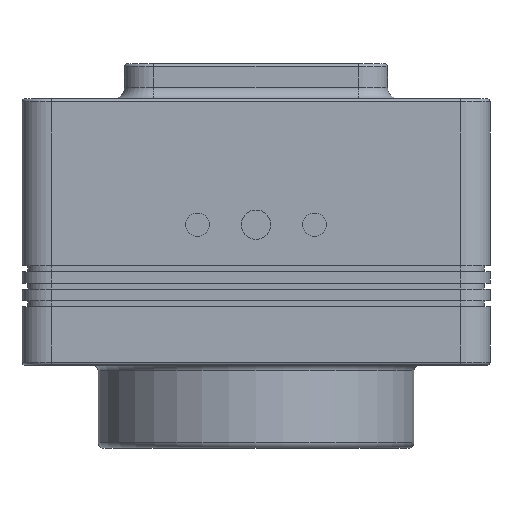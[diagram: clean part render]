
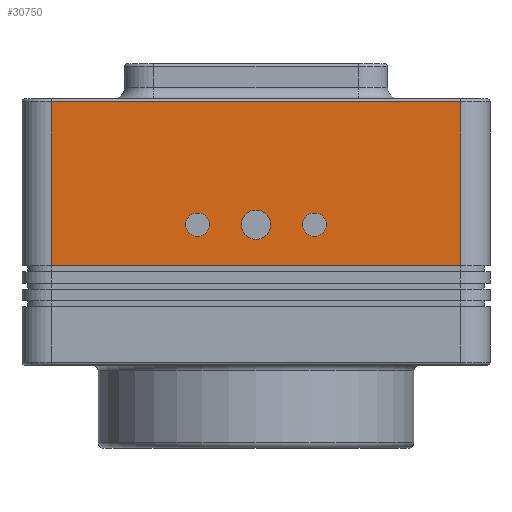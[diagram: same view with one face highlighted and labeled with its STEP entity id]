
A CAD part, front view. The second image highlights one B-rep face of the part: STEP entity #30750.
In plain terms, the highlighted planar face has unit normal (0, -1, 0).
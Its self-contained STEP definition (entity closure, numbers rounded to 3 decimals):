
#73 = DIRECTION ( 'NONE',  ( 0., -1., 0. ) ) ;
#301 = DIRECTION ( 'NONE',  ( 0., 0., -1. ) ) ;
#379 = DIRECTION ( 'NONE',  ( 0., 0., -1. ) ) ;
#5449 = DIRECTION ( 'NONE',  ( 0., 0., -1. ) ) ;
#5580 = VERTEX_POINT ( 'NONE', #26707 ) ;
#6601 = CARTESIAN_POINT ( 'NONE',  ( -55., -40., 0. ) ) ;
#7288 = FACE_BOUND ( 'NONE', #14974, .T. ) ;
#8023 = DIRECTION ( 'NONE',  ( 0., 0., 1. ) ) ;
#8685 = AXIS2_PLACEMENT_3D ( 'NONE', #41335, #40880, #37639 ) ;
#10401 = AXIS2_PLACEMENT_3D ( 'NONE', #6601, #42561, #379 ) ;
#11459 = EDGE_CURVE ( 'NONE', #38780, #25602, #25927, .T. ) ;
#12005 = CARTESIAN_POINT ( 'NONE',  ( 35., -40., 1.2 ) ) ;
#12488 = EDGE_CURVE ( 'NONE', #25602, #16135, #24097, .T. ) ;
#13055 = VECTOR ( 'NONE', #8023, 1000. ) ;
#13862 = DIRECTION ( 'NONE',  ( -1., 0., 0. ) ) ;
#14020 = FACE_BOUND ( 'NONE', #34537, .T. ) ;
#14848 = CIRCLE ( 'NONE', #30432, 2. ) ;
#14974 = EDGE_LOOP ( 'NONE', ( #38375 ) ) ;
#16135 = VERTEX_POINT ( 'NONE', #22924 ) ;
#16647 = EDGE_CURVE ( 'NONE', #23279, #23279, #14848, .T. ) ;
#17827 = CARTESIAN_POINT ( 'NONE',  ( -55., -40., 29.2 ) ) ;
#17976 = PLANE ( 'NONE',  #10401 ) ;
#18136 = VERTEX_POINT ( 'NONE', #26302 ) ;
#19182 = CARTESIAN_POINT ( 'NONE',  ( -35., -40., 0. ) ) ;
#19748 = ORIENTED_EDGE ( 'NONE', *, *, #29758, .F. ) ;
#19831 = CARTESIAN_POINT ( 'NONE',  ( -10., -40., 8.2 ) ) ;
#20931 = AXIS2_PLACEMENT_3D ( 'NONE', #31821, #73, #301 ) ;
#20935 = EDGE_CURVE ( 'NONE', #38780, #18136, #39785, .T. ) ;
#22004 = CARTESIAN_POINT ( 'NONE',  ( 35., -40., 29.2 ) ) ;
#22396 = VECTOR ( 'NONE', #36552, 1000. ) ;
#22445 = EDGE_LOOP ( 'NONE', ( #23103, #31244, #40349, #24416 ) ) ;
#22924 = CARTESIAN_POINT ( 'NONE',  ( -35., -40., 29.2 ) ) ;
#23103 = ORIENTED_EDGE ( 'NONE', *, *, #11459, .T. ) ;
#23279 = VERTEX_POINT ( 'NONE', #44365 ) ;
#24097 = LINE ( 'NONE', #17827, #32474 ) ;
#24416 = ORIENTED_EDGE ( 'NONE', *, *, #20935, .F. ) ;
#25602 = VERTEX_POINT ( 'NONE', #22004 ) ;
#25898 = CARTESIAN_POINT ( 'NONE',  ( 35., -40., 1.2 ) ) ;
#25924 = DIRECTION ( 'NONE',  ( 0., 0., -1. ) ) ;
#25927 = LINE ( 'NONE', #32200, #13055 ) ;
#26302 = CARTESIAN_POINT ( 'NONE',  ( -35., -40., 1.2 ) ) ;
#26707 = CARTESIAN_POINT ( 'NONE',  ( 0., -40., 5.7 ) ) ;
#27087 = VECTOR ( 'NONE', #25924, 1000. ) ;
#27171 = EDGE_CURVE ( 'NONE', #16135, #18136, #29624, .T. ) ;
#28417 = FACE_BOUND ( 'NONE', #38919, .T. ) ;
#29624 = LINE ( 'NONE', #19182, #27087 ) ;
#29758 = EDGE_CURVE ( 'NONE', #5580, #5580, #42804, .T. ) ;
#30405 = VERTEX_POINT ( 'NONE', #44532 ) ;
#30432 = AXIS2_PLACEMENT_3D ( 'NONE', #19831, #41144, #5449 ) ;
#30750 = ADVANCED_FACE ( 'NONE', ( #14020, #7288, #28417, #42099 ), #17976, .T. ) ;
#31244 = ORIENTED_EDGE ( 'NONE', *, *, #12488, .T. ) ;
#31821 = CARTESIAN_POINT ( 'NONE',  ( 10., -40., 8.2 ) ) ;
#32200 = CARTESIAN_POINT ( 'NONE',  ( 35., -40., 0. ) ) ;
#32474 = VECTOR ( 'NONE', #13862, 1000. ) ;
#34537 = EDGE_LOOP ( 'NONE', ( #37994 ) ) ;
#36552 = DIRECTION ( 'NONE',  ( -1., 0., 0. ) ) ;
#37639 = DIRECTION ( 'NONE',  ( 0., 0., -1. ) ) ;
#37994 = ORIENTED_EDGE ( 'NONE', *, *, #16647, .F. ) ;
#38349 = EDGE_CURVE ( 'NONE', #30405, #30405, #40168, .T. ) ;
#38375 = ORIENTED_EDGE ( 'NONE', *, *, #38349, .F. ) ;
#38780 = VERTEX_POINT ( 'NONE', #12005 ) ;
#38919 = EDGE_LOOP ( 'NONE', ( #19748 ) ) ;
#39785 = LINE ( 'NONE', #25898, #22396 ) ;
#40168 = CIRCLE ( 'NONE', #20931, 2. ) ;
#40349 = ORIENTED_EDGE ( 'NONE', *, *, #27171, .T. ) ;
#40880 = DIRECTION ( 'NONE',  ( 0., -1., 0. ) ) ;
#41144 = DIRECTION ( 'NONE',  ( 0., -1., 0. ) ) ;
#41335 = CARTESIAN_POINT ( 'NONE',  ( 0., -40., 8.2 ) ) ;
#42099 = FACE_OUTER_BOUND ( 'NONE', #22445, .T. ) ;
#42561 = DIRECTION ( 'NONE',  ( 0., -1., 0. ) ) ;
#42804 = CIRCLE ( 'NONE', #8685, 2.5 ) ;
#44365 = CARTESIAN_POINT ( 'NONE',  ( -10., -40., 6.2 ) ) ;
#44532 = CARTESIAN_POINT ( 'NONE',  ( 10., -40., 6.2 ) ) ;
